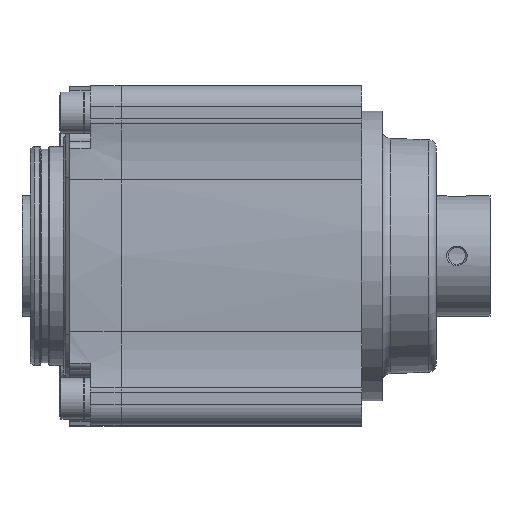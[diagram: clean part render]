
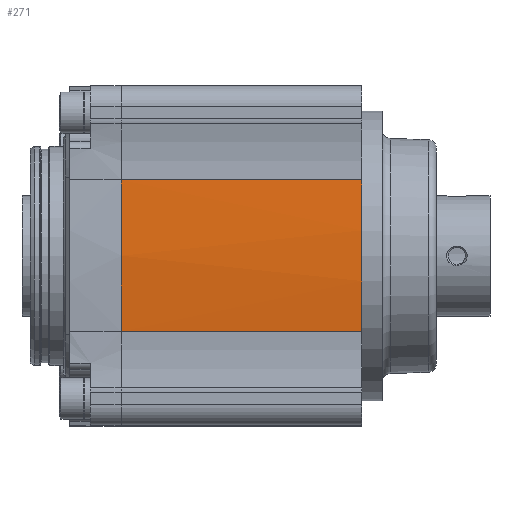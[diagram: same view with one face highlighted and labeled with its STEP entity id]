
A CAD part, top view. The second image highlights one B-rep face of the part: STEP entity #271.
In plain terms, the highlighted cylindrical face has radius 170 mm (diameter 340 mm), a partial arc.
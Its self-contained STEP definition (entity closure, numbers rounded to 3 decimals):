
#271 = ADVANCED_FACE( '', ( #926 ), #927, .T. );
#926 = FACE_OUTER_BOUND( '', #2128, .T. );
#927 = CYLINDRICAL_SURFACE( '', #2129, 170. );
#2128 = EDGE_LOOP( '', ( #3816, #3817, #3818, #3819 ) );
#2129 = AXIS2_PLACEMENT_3D( '', #3820, #3821, #3822 );
#3816 = ORIENTED_EDGE( '', *, *, #7140, .T. );
#3817 = ORIENTED_EDGE( '', *, *, #7141, .T. );
#3818 = ORIENTED_EDGE( '', *, *, #7142, .F. );
#3819 = ORIENTED_EDGE( '', *, *, #7143, .F. );
#3820 = CARTESIAN_POINT( '', ( -70.5, 0., -129.003 ) );
#3821 = DIRECTION( '', ( -1., 0., 0. ) );
#3822 = DIRECTION( '', ( 0., 0., -1. ) );
#7140 = EDGE_CURVE( '', #8498, #8499, #8500, .F. );
#7141 = EDGE_CURVE( '', #8499, #8501, #8502, .T. );
#7142 = EDGE_CURVE( '', #8503, #8501, #8504, .T. );
#7143 = EDGE_CURVE( '', #8498, #8503, #8505, .T. );
#8498 = VERTEX_POINT( '', #11106 );
#8499 = VERTEX_POINT( '', #11107 );
#8500 = B_SPLINE_CURVE_WITH_KNOTS( '', 3, ( #11108, #11109, #11110, #11111 ), .UNSPECIFIED., .F., .F., ( 4, 4 ), ( 0., 1. ), .UNSPECIFIED. );
#8501 = VERTEX_POINT( '', #11112 );
#8502 = LINE( '', #11113, #11114 );
#8503 = VERTEX_POINT( '', #11115 );
#8504 = CIRCLE( '', #11116, 170. );
#8505 = LINE( '', #11117, #11118 );
#11106 = CARTESIAN_POINT( '', ( -58., 18.29, 40.01 ) );
#11107 = CARTESIAN_POINT( '', ( -58., -18.29, 40.01 ) );
#11108 = CARTESIAN_POINT( '', ( -58., -18.29, 40.01 ) );
#11109 = CARTESIAN_POINT( '', ( -58., -6.144, 41.324 ) );
#11110 = CARTESIAN_POINT( '', ( -58., 6.144, 41.324 ) );
#11111 = CARTESIAN_POINT( '', ( -58., 18.29, 40.01 ) );
#11112 = CARTESIAN_POINT( '', ( 0., -18.29, 40.01 ) );
#11113 = CARTESIAN_POINT( '', ( -70.5, -18.29, 40.01 ) );
#11114 = VECTOR( '', #14147, 1000. );
#11115 = CARTESIAN_POINT( '', ( 0., 18.29, 40.01 ) );
#11116 = AXIS2_PLACEMENT_3D( '', #14148, #14149, #14150 );
#11117 = CARTESIAN_POINT( '', ( -70.5, 18.29, 40.01 ) );
#11118 = VECTOR( '', #14151, 1000. );
#14147 = DIRECTION( '', ( 1., 0., 0. ) );
#14148 = CARTESIAN_POINT( '', ( 0., 0., -129.003 ) );
#14149 = DIRECTION( '', ( 1., 0., 0. ) );
#14150 = DIRECTION( '', ( 0., 0., -1. ) );
#14151 = DIRECTION( '', ( 1., 0., 0. ) );
